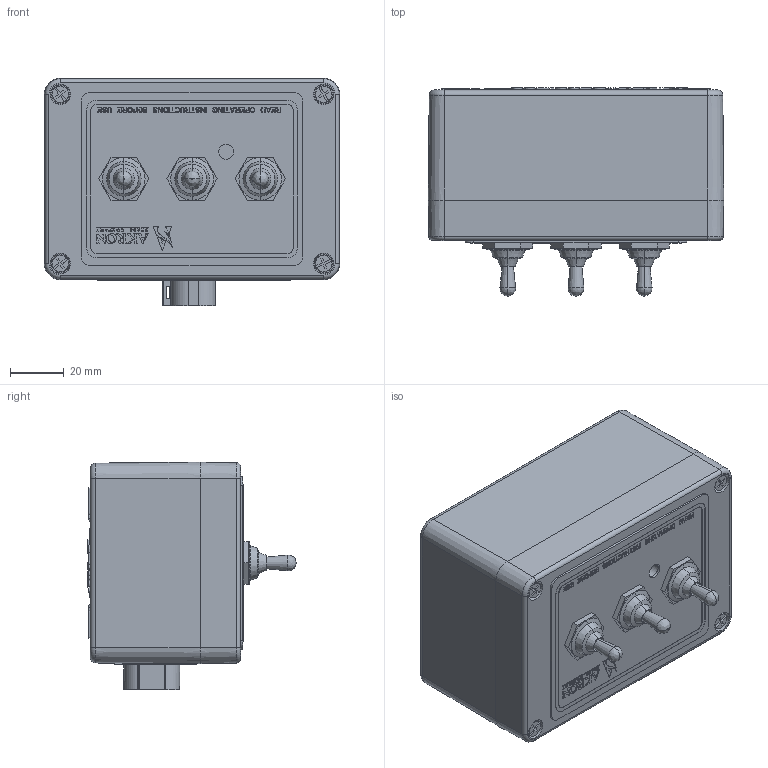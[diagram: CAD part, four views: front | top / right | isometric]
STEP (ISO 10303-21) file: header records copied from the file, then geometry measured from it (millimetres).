
FILE_DESCRIPTION((''),'2;1');
FILE_NAME('D47236_60410023','2014-03-19T',('mhart'),(''),'PRO/ENGINEER BY PARAMETRIC TECHNOLOGY CORPORATION, 2011310','PRO/ENGINEER BY PARAMETRIC TECHNOLOGY CORPORATION, 2011310','');
FILE_SCHEMA(('CONFIG_CONTROL_DESIGN','SHAPE_APPEARANCE_LAYERS_GROUPS'));
Products named in the file (1): D47236_60410023
Bounding box: 110 x 77.45 x 84.72 mm (x, y, z)
Volume: 194186 mm3; surface area: 88965 mm2
Topology: 2 solids, 2 shells, 3341 faces, 9066 edges, 5995 vertices
Faces by surface type: plane 2500, extrusion 442, cylinder 203, cone 146, torus 26, bspline 22, sphere 2
Entity records: 117887 total; most frequent: CARTESIAN_POINT 24787, ORIENTED_EDGE 18132, DIRECTION 15087, EDGE_CURVE 9066, VECTOR 7719, LINE 7277, VERTEX_POINT 5995, AXIS2_PLACEMENT_3D 3684
